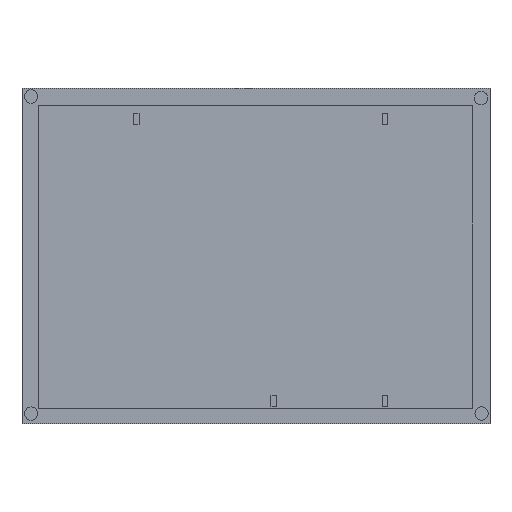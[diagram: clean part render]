
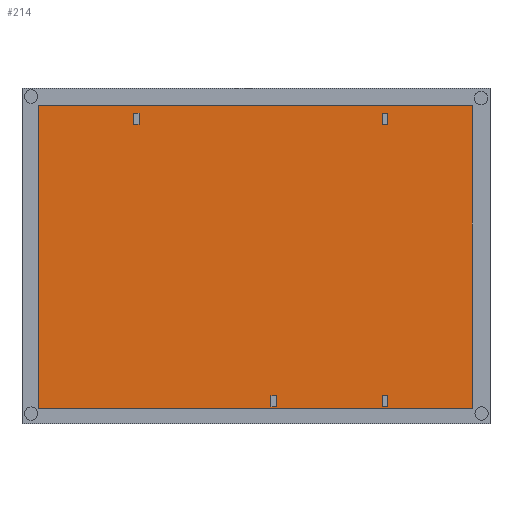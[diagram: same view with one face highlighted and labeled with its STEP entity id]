
A CAD part, top view. The second image highlights one B-rep face of the part: STEP entity #214.
In plain terms, the highlighted planar face has unit normal (0, 0, 1).
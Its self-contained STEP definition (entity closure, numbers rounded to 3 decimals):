
#22 = VERTEX_POINT('',#23);
#23 = CARTESIAN_POINT('',(110.2,-113.52,-3.));
#31 = EDGE_CURVE('',#22,#32,#34,.T.);
#32 = VERTEX_POINT('',#33);
#33 = CARTESIAN_POINT('',(110.2,-59.17,-3.));
#34 = LINE('',#35,#36);
#35 = CARTESIAN_POINT('',(110.2,-113.52,-3.));
#36 = VECTOR('',#37,1.);
#37 = DIRECTION('',(0.,1.,0.));
#62 = VERTEX_POINT('',#63);
#63 = CARTESIAN_POINT('',(188.2,-113.52,-3.));
#71 = EDGE_CURVE('',#22,#62,#72,.T.);
#72 = LINE('',#73,#74);
#73 = CARTESIAN_POINT('',(110.2,-113.52,-3.));
#74 = VECTOR('',#75,1.);
#75 = DIRECTION('',(1.,0.,0.));
#195 = VERTEX_POINT('',#196);
#196 = CARTESIAN_POINT('',(188.2,-59.17,-3.));
#202 = EDGE_CURVE('',#32,#195,#203,.T.);
#203 = LINE('',#204,#205);
#204 = CARTESIAN_POINT('',(110.2,-59.17,-3.));
#205 = VECTOR('',#206,1.);
#206 = DIRECTION('',(1.,0.,0.));
#214 = ADVANCED_FACE('',(#215,#226,#260,#294,#328),#362,.T.);
#215 = FACE_BOUND('',#216,.T.);
#216 = EDGE_LOOP('',(#217,#218,#219,#225));
#217 = ORIENTED_EDGE('',*,*,#31,.F.);
#218 = ORIENTED_EDGE('',*,*,#71,.T.);
#219 = ORIENTED_EDGE('',*,*,#220,.T.);
#220 = EDGE_CURVE('',#62,#195,#221,.T.);
#221 = LINE('',#222,#223);
#222 = CARTESIAN_POINT('',(188.2,-113.52,-3.));
#223 = VECTOR('',#224,1.);
#224 = DIRECTION('',(0.,1.,0.));
#225 = ORIENTED_EDGE('',*,*,#202,.F.);
#226 = FACE_BOUND('',#227,.T.);
#227 = EDGE_LOOP('',(#228,#238,#246,#254));
#228 = ORIENTED_EDGE('',*,*,#229,.F.);
#229 = EDGE_CURVE('',#230,#232,#234,.T.);
#230 = VERTEX_POINT('',#231);
#231 = CARTESIAN_POINT('',(152.05,-113.23,-3.));
#232 = VERTEX_POINT('',#233);
#233 = CARTESIAN_POINT('',(153.05,-113.23,-3.));
#234 = LINE('',#235,#236);
#235 = CARTESIAN_POINT('',(131.125,-113.23,-3.));
#236 = VECTOR('',#237,1.);
#237 = DIRECTION('',(1.,0.,0.));
#238 = ORIENTED_EDGE('',*,*,#239,.F.);
#239 = EDGE_CURVE('',#240,#230,#242,.T.);
#240 = VERTEX_POINT('',#241);
#241 = CARTESIAN_POINT('',(152.05,-111.23,-3.));
#242 = LINE('',#243,#244);
#243 = CARTESIAN_POINT('',(152.05,-113.375,-3.));
#244 = VECTOR('',#245,1.);
#245 = DIRECTION('',(0.,-1.,0.));
#246 = ORIENTED_EDGE('',*,*,#247,.T.);
#247 = EDGE_CURVE('',#240,#248,#250,.T.);
#248 = VERTEX_POINT('',#249);
#249 = CARTESIAN_POINT('',(153.05,-111.23,-3.));
#250 = LINE('',#251,#252);
#251 = CARTESIAN_POINT('',(131.125,-111.23,-3.));
#252 = VECTOR('',#253,1.);
#253 = DIRECTION('',(1.,0.,0.));
#254 = ORIENTED_EDGE('',*,*,#255,.T.);
#255 = EDGE_CURVE('',#248,#232,#256,.T.);
#256 = LINE('',#257,#258);
#257 = CARTESIAN_POINT('',(153.05,-113.375,-3.));
#258 = VECTOR('',#259,1.);
#259 = DIRECTION('',(0.,-1.,0.));
#260 = FACE_BOUND('',#261,.T.);
#261 = EDGE_LOOP('',(#262,#272,#280,#288));
#262 = ORIENTED_EDGE('',*,*,#263,.F.);
#263 = EDGE_CURVE('',#264,#266,#268,.T.);
#264 = VERTEX_POINT('',#265);
#265 = CARTESIAN_POINT('',(172.09,-113.23,-3.));
#266 = VERTEX_POINT('',#267);
#267 = CARTESIAN_POINT('',(173.09,-113.23,-3.));
#268 = LINE('',#269,#270);
#269 = CARTESIAN_POINT('',(141.145,-113.23,-3.));
#270 = VECTOR('',#271,1.);
#271 = DIRECTION('',(1.,0.,0.));
#272 = ORIENTED_EDGE('',*,*,#273,.F.);
#273 = EDGE_CURVE('',#274,#264,#276,.T.);
#274 = VERTEX_POINT('',#275);
#275 = CARTESIAN_POINT('',(172.09,-111.23,-3.));
#276 = LINE('',#277,#278);
#277 = CARTESIAN_POINT('',(172.09,-113.375,-3.));
#278 = VECTOR('',#279,1.);
#279 = DIRECTION('',(0.,-1.,0.));
#280 = ORIENTED_EDGE('',*,*,#281,.T.);
#281 = EDGE_CURVE('',#274,#282,#284,.T.);
#282 = VERTEX_POINT('',#283);
#283 = CARTESIAN_POINT('',(173.09,-111.23,-3.));
#284 = LINE('',#285,#286);
#285 = CARTESIAN_POINT('',(141.145,-111.23,-3.));
#286 = VECTOR('',#287,1.);
#287 = DIRECTION('',(1.,0.,0.));
#288 = ORIENTED_EDGE('',*,*,#289,.T.);
#289 = EDGE_CURVE('',#282,#266,#290,.T.);
#290 = LINE('',#291,#292);
#291 = CARTESIAN_POINT('',(173.09,-113.375,-3.));
#292 = VECTOR('',#293,1.);
#293 = DIRECTION('',(0.,-1.,0.));
#294 = FACE_BOUND('',#295,.T.);
#295 = EDGE_LOOP('',(#296,#306,#314,#322));
#296 = ORIENTED_EDGE('',*,*,#297,.F.);
#297 = EDGE_CURVE('',#298,#300,#302,.T.);
#298 = VERTEX_POINT('',#299);
#299 = CARTESIAN_POINT('',(127.35,-62.47,-3.));
#300 = VERTEX_POINT('',#301);
#301 = CARTESIAN_POINT('',(128.35,-62.47,-3.));
#302 = LINE('',#303,#304);
#303 = CARTESIAN_POINT('',(118.775,-62.47,-3.));
#304 = VECTOR('',#305,1.);
#305 = DIRECTION('',(1.,0.,0.));
#306 = ORIENTED_EDGE('',*,*,#307,.F.);
#307 = EDGE_CURVE('',#308,#298,#310,.T.);
#308 = VERTEX_POINT('',#309);
#309 = CARTESIAN_POINT('',(127.35,-60.47,-3.));
#310 = LINE('',#311,#312);
#311 = CARTESIAN_POINT('',(127.35,-87.995,-3.));
#312 = VECTOR('',#313,1.);
#313 = DIRECTION('',(0.,-1.,0.));
#314 = ORIENTED_EDGE('',*,*,#315,.T.);
#315 = EDGE_CURVE('',#308,#316,#318,.T.);
#316 = VERTEX_POINT('',#317);
#317 = CARTESIAN_POINT('',(128.35,-60.47,-3.));
#318 = LINE('',#319,#320);
#319 = CARTESIAN_POINT('',(118.775,-60.47,-3.));
#320 = VECTOR('',#321,1.);
#321 = DIRECTION('',(1.,0.,0.));
#322 = ORIENTED_EDGE('',*,*,#323,.T.);
#323 = EDGE_CURVE('',#316,#300,#324,.T.);
#324 = LINE('',#325,#326);
#325 = CARTESIAN_POINT('',(128.35,-87.995,-3.));
#326 = VECTOR('',#327,1.);
#327 = DIRECTION('',(0.,-1.,0.));
#328 = FACE_BOUND('',#329,.T.);
#329 = EDGE_LOOP('',(#330,#340,#348,#356));
#330 = ORIENTED_EDGE('',*,*,#331,.F.);
#331 = EDGE_CURVE('',#332,#334,#336,.T.);
#332 = VERTEX_POINT('',#333);
#333 = CARTESIAN_POINT('',(172.09,-62.47,-3.));
#334 = VERTEX_POINT('',#335);
#335 = CARTESIAN_POINT('',(173.09,-62.47,-3.));
#336 = LINE('',#337,#338);
#337 = CARTESIAN_POINT('',(141.145,-62.47,-3.));
#338 = VECTOR('',#339,1.);
#339 = DIRECTION('',(1.,0.,0.));
#340 = ORIENTED_EDGE('',*,*,#341,.F.);
#341 = EDGE_CURVE('',#342,#332,#344,.T.);
#342 = VERTEX_POINT('',#343);
#343 = CARTESIAN_POINT('',(172.09,-60.47,-3.));
#344 = LINE('',#345,#346);
#345 = CARTESIAN_POINT('',(172.09,-87.995,-3.));
#346 = VECTOR('',#347,1.);
#347 = DIRECTION('',(0.,-1.,0.));
#348 = ORIENTED_EDGE('',*,*,#349,.T.);
#349 = EDGE_CURVE('',#342,#350,#352,.T.);
#350 = VERTEX_POINT('',#351);
#351 = CARTESIAN_POINT('',(173.09,-60.47,-3.));
#352 = LINE('',#353,#354);
#353 = CARTESIAN_POINT('',(141.145,-60.47,-3.));
#354 = VECTOR('',#355,1.);
#355 = DIRECTION('',(1.,0.,0.));
#356 = ORIENTED_EDGE('',*,*,#357,.T.);
#357 = EDGE_CURVE('',#350,#334,#358,.T.);
#358 = LINE('',#359,#360);
#359 = CARTESIAN_POINT('',(173.09,-87.995,-3.));
#360 = VECTOR('',#361,1.);
#361 = DIRECTION('',(0.,-1.,0.));
#362 = PLANE('',#363);
#363 = AXIS2_PLACEMENT_3D('',#364,#365,#366);
#364 = CARTESIAN_POINT('',(110.2,-113.52,-3.));
#365 = DIRECTION('',(0.,0.,1.));
#366 = DIRECTION('',(1.,0.,0.));
